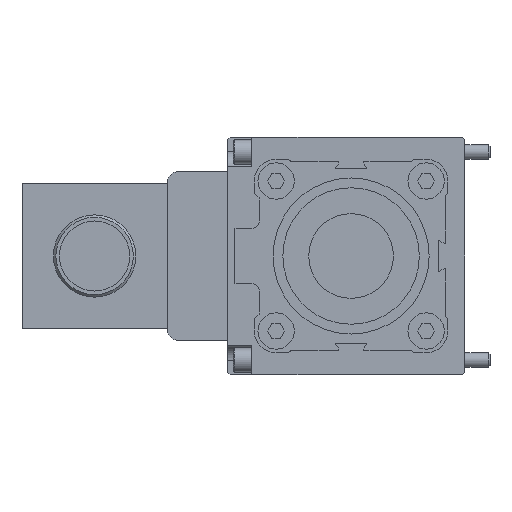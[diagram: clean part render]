
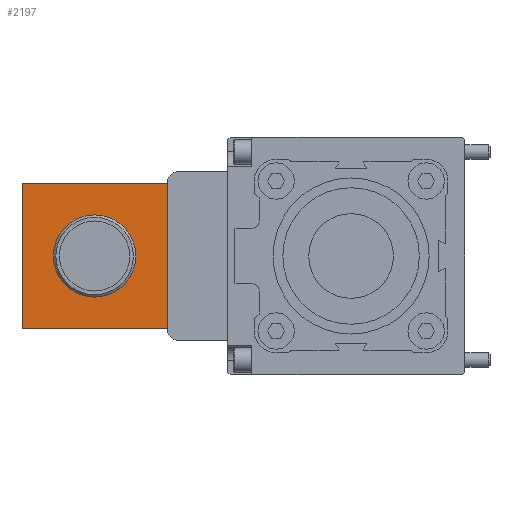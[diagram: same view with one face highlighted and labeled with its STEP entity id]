
A CAD part, left-side view. The second image highlights one B-rep face of the part: STEP entity #2197.
In plain terms, the highlighted face is planar.
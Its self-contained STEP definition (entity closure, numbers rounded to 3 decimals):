
#2197 = ADVANCED_FACE( '', ( #4549, #4550 ), #4551, .F. );
#4549 = FACE_BOUND( '', #6932, .T. );
#4550 = FACE_OUTER_BOUND( '', #6933, .T. );
#4551 = PLANE( '', #6934 );
#6932 = EDGE_LOOP( '', ( #12653 ) );
#6933 = EDGE_LOOP( '', ( #12654, #12655, #12656, #12657 ) );
#6934 = AXIS2_PLACEMENT_3D( '', #12658, #12659, #12660 );
#12653 = ORIENTED_EDGE( '', *, *, #14849, .F. );
#12654 = ORIENTED_EDGE( '', *, *, #14559, .F. );
#12655 = ORIENTED_EDGE( '', *, *, #15266, .F. );
#12656 = ORIENTED_EDGE( '', *, *, #15440, .F. );
#12657 = ORIENTED_EDGE( '', *, *, #14791, .F. );
#12658 = CARTESIAN_POINT( '', ( 0., -30., 0. ) );
#12659 = DIRECTION( '', ( 0., 1., 0. ) );
#12660 = DIRECTION( '', ( 0., 0., 1. ) );
#14559 = EDGE_CURVE( '', #17729, #17731, #17732, .T. );
#14791 = EDGE_CURVE( '', #17731, #18070, #18071, .T. );
#14849 = EDGE_CURVE( '', #18161, #18161, #18162, .T. );
#15266 = EDGE_CURVE( '', #18676, #17729, #18678, .T. );
#15440 = EDGE_CURVE( '', #18070, #18676, #18875, .T. );
#17729 = VERTEX_POINT( '', #22026 );
#17731 = VERTEX_POINT( '', #22029 );
#17732 = LINE( '', #22030, #22031 );
#18070 = VERTEX_POINT( '', #22509 );
#18071 = LINE( '', #22510, #22511 );
#18161 = VERTEX_POINT( '', #22639 );
#18162 = CIRCLE( '', #22640, 11.7 );
#18676 = VERTEX_POINT( '', #23367 );
#18678 = LINE( '', #23370, #23371 );
#18875 = LINE( '', #23621, #23622 );
#22026 = CARTESIAN_POINT( '', ( -30., -30., -30. ) );
#22029 = CARTESIAN_POINT( '', ( -30., -30., 30. ) );
#22030 = CARTESIAN_POINT( '', ( -30., -30., -30. ) );
#22031 = VECTOR( '', #25235, 1000. );
#22509 = CARTESIAN_POINT( '', ( 30., -30., 30. ) );
#22510 = CARTESIAN_POINT( '', ( -30., -30., 30. ) );
#22511 = VECTOR( '', #25511, 1000. );
#22639 = CARTESIAN_POINT( '', ( 0., -30., -11.7 ) );
#22640 = AXIS2_PLACEMENT_3D( '', #25592, #25593, #25594 );
#23367 = CARTESIAN_POINT( '', ( 30., -30., -30. ) );
#23370 = CARTESIAN_POINT( '', ( 30., -30., -30. ) );
#23371 = VECTOR( '', #25956, 1000. );
#23621 = CARTESIAN_POINT( '', ( 30., -30., 30. ) );
#23622 = VECTOR( '', #26091, 1000. );
#25235 = DIRECTION( '', ( 0., 0., 1. ) );
#25511 = DIRECTION( '', ( 1., 0., 0. ) );
#25592 = CARTESIAN_POINT( '', ( 0., -30., 0. ) );
#25593 = DIRECTION( '', ( 0., -1., 0. ) );
#25594 = DIRECTION( '', ( 0., 0., -1. ) );
#25956 = DIRECTION( '', ( -1., 0., 0. ) );
#26091 = DIRECTION( '', ( 0., 0., -1. ) );
